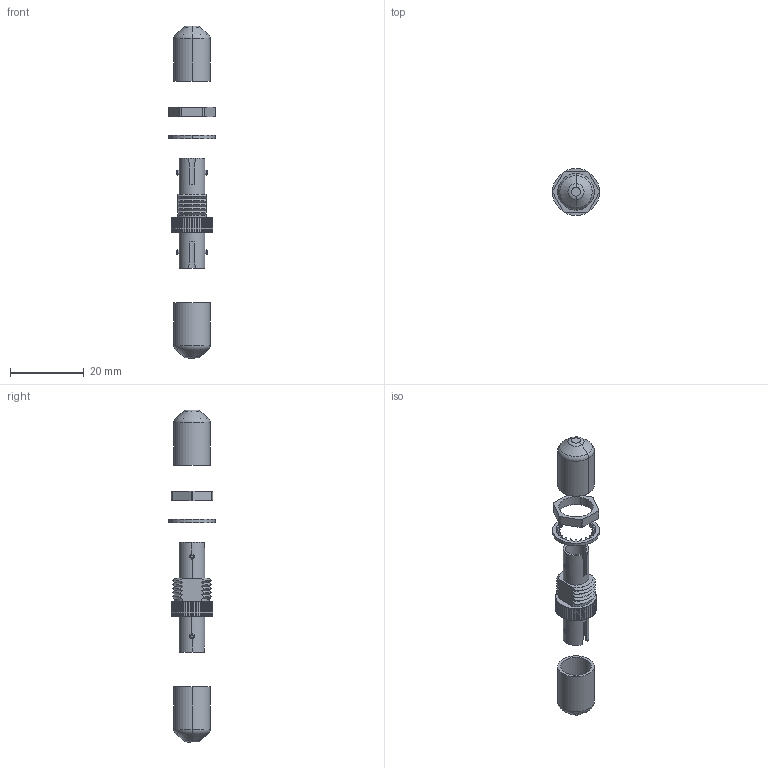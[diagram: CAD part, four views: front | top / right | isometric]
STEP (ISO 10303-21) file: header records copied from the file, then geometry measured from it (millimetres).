
FILE_DESCRIPTION (( 'STEP AP214' ), '1' );
FILE_NAME ('FOA-M83522-Y.STEP', '2012-11-07T16:18:51', ( 'x' ), ( '' ), 'SwSTEP 2.0', 'SolidWorks 2012', '' );
FILE_SCHEMA (( 'AUTOMOTIVE_DESIGN' ));
Length unit declared in the file: inch
Products named in the file (5): FOA-M83522-Y; FOA-RST; 3AA03-001; 3AA02-001; 3AB09-001
Assembly tree (5 placements, depth 2):
  FOA-M83522-Y
    FOA-RST
    3AA03-001
    3AA02-001
    3AB09-001  x2
Bounding box: 12.7 x 12.7 x 89.79 mm (x, y, z)
Volume: 1866.2 mm3; surface area: 3519 mm2
Topology: 5 solids, 5 shells, 328 faces, 907 edges, 594 vertices
Faces by surface type: cylinder 195, plane 79, cone 38, torus 16
Entity records: 10949 total; most frequent: CARTESIAN_POINT 2010, DIRECTION 1905, ORIENTED_EDGE 1758, EDGE_CURVE 879, AXIS2_PLACEMENT_3D 761, VERTEX_POINT 578, CIRCLE 440, VECTOR 383
